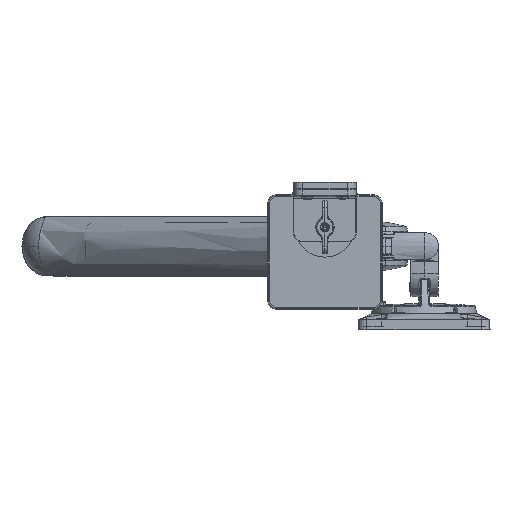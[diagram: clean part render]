
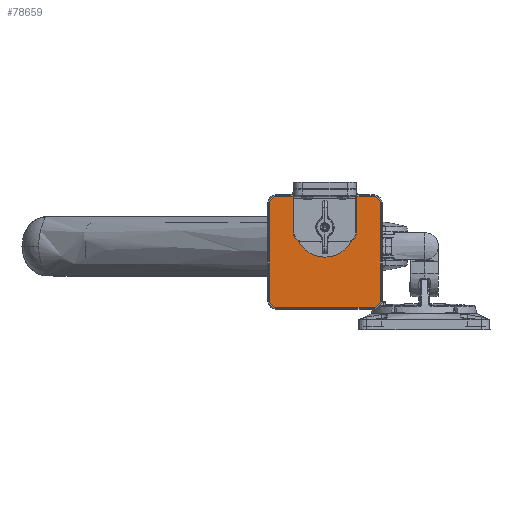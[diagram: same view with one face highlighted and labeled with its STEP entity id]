
A CAD part, front view. The second image highlights one B-rep face of the part: STEP entity #78659.
In plain terms, the highlighted planar face has unit normal (0, -1, 0).
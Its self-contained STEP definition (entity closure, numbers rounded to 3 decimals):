
#1253 = DIRECTION ( 'NONE',  ( -1., 0., 0. ) ) ;
#2317 = LINE ( 'NONE', #40640, #105453 ) ;
#5924 = CARTESIAN_POINT ( 'NONE',  ( -48.5, -7.5, 43.5 ) ) ;
#6857 = VERTEX_POINT ( 'NONE', #29521 ) ;
#7465 = ORIENTED_EDGE ( 'NONE', *, *, #37273, .T. ) ;
#8586 = VERTEX_POINT ( 'NONE', #33471 ) ;
#9328 = EDGE_CURVE ( 'NONE', #9526, #87942, #112688, .T. ) ;
#9386 = DIRECTION ( 'NONE',  ( 0., 0., -1. ) ) ;
#9526 = VERTEX_POINT ( 'NONE', #21226 ) ;
#11212 = DIRECTION ( 'NONE',  ( 0., 0., -1. ) ) ;
#11386 = ORIENTED_EDGE ( 'NONE', *, *, #66778, .T. ) ;
#13555 = VECTOR ( 'NONE', #1253, 1000. ) ;
#13593 = ORIENTED_EDGE ( 'NONE', *, *, #9328, .F. ) ;
#14018 = CIRCLE ( 'NONE', #122012, 6.5 ) ;
#16051 = EDGE_CURVE ( 'NONE', #8586, #114272, #48921, .T. ) ;
#18106 = DIRECTION ( 'NONE',  ( 0., 0., -1. ) ) ;
#18816 = DIRECTION ( 'NONE',  ( 0., -1., 0. ) ) ;
#20386 = AXIS2_PLACEMENT_3D ( 'NONE', #53686, #34300, #90628 ) ;
#21226 = CARTESIAN_POINT ( 'NONE',  ( 48.5, -7.5, 37. ) ) ;
#26217 = ORIENTED_EDGE ( 'NONE', *, *, #87202, .F. ) ;
#26938 = CARTESIAN_POINT ( 'NONE',  ( 48.5, -7.5, 43.5 ) ) ;
#29410 = EDGE_CURVE ( 'NONE', #9526, #6857, #14018, .T. ) ;
#29521 = CARTESIAN_POINT ( 'NONE',  ( 42., -7.5, 43.5 ) ) ;
#32537 = CARTESIAN_POINT ( 'NONE',  ( -42., -7.5, -47. ) ) ;
#33471 = CARTESIAN_POINT ( 'NONE',  ( 42., -7.5, -53.5 ) ) ;
#34300 = DIRECTION ( 'NONE',  ( 0., -1., 0. ) ) ;
#36455 = VECTOR ( 'NONE', #102386, 1000. ) ;
#37273 = EDGE_CURVE ( 'NONE', #121251, #114272, #66404, .T. ) ;
#38207 = DIRECTION ( 'NONE',  ( 0., -1., 0. ) ) ;
#40640 = CARTESIAN_POINT ( 'NONE',  ( -48.5, -7.5, 43.5 ) ) ;
#42988 = CARTESIAN_POINT ( 'NONE',  ( 48.5, -7.5, -47. ) ) ;
#44157 = ORIENTED_EDGE ( 'NONE', *, *, #114544, .T. ) ;
#47031 = CARTESIAN_POINT ( 'NONE',  ( 42., -7.5, 37. ) ) ;
#48921 = LINE ( 'NONE', #95262, #13555 ) ;
#53686 = CARTESIAN_POINT ( 'NONE',  ( -42., -7.5, 37. ) ) ;
#54214 = LINE ( 'NONE', #5924, #36455 ) ;
#57868 = VERTEX_POINT ( 'NONE', #113869 ) ;
#60102 = DIRECTION ( 'NONE',  ( 0., -1., 0. ) ) ;
#64408 = CIRCLE ( 'NONE', #20386, 6.5 ) ;
#65155 = DIRECTION ( 'NONE',  ( 0., 0., -1. ) ) ;
#66404 = CIRCLE ( 'NONE', #106328, 6.5 ) ;
#66778 = EDGE_CURVE ( 'NONE', #8586, #87942, #75455, .T. ) ;
#67588 = FACE_OUTER_BOUND ( 'NONE', #70519, .T. ) ;
#68228 = DIRECTION ( 'NONE',  ( 0., 0., -1. ) ) ;
#68841 = VECTOR ( 'NONE', #65155, 1000. ) ;
#70519 = EDGE_LOOP ( 'NONE', ( #91837, #11386, #13593, #90415, #75795, #44157, #26217, #7465 ) ) ;
#75455 = CIRCLE ( 'NONE', #95468, 6.5 ) ;
#75795 = ORIENTED_EDGE ( 'NONE', *, *, #120305, .F. ) ;
#78659 = ADVANCED_FACE ( 'NONE', ( #67588 ), #85122, .T. ) ;
#85122 = PLANE ( 'NONE',  #111171 ) ;
#87202 = EDGE_CURVE ( 'NONE', #121251, #108442, #2317, .T. ) ;
#87942 = VERTEX_POINT ( 'NONE', #42988 ) ;
#88143 = CARTESIAN_POINT ( 'NONE',  ( -42., -7.5, -53.5 ) ) ;
#88879 = CARTESIAN_POINT ( 'NONE',  ( 42., -7.5, -47. ) ) ;
#90321 = CARTESIAN_POINT ( 'NONE',  ( -48.5, -7.5, 37. ) ) ;
#90415 = ORIENTED_EDGE ( 'NONE', *, *, #29410, .T. ) ;
#90628 = DIRECTION ( 'NONE',  ( 0., 0., -1. ) ) ;
#91837 = ORIENTED_EDGE ( 'NONE', *, *, #16051, .F. ) ;
#95262 = CARTESIAN_POINT ( 'NONE',  ( -48.5, -7.5, -53.5 ) ) ;
#95468 = AXIS2_PLACEMENT_3D ( 'NONE', #88879, #60102, #11212 ) ;
#98238 = DIRECTION ( 'NONE',  ( 0., -1., 0. ) ) ;
#99806 = CARTESIAN_POINT ( 'NONE',  ( -48.5, -7.5, -47. ) ) ;
#102386 = DIRECTION ( 'NONE',  ( 1., 0., 0. ) ) ;
#103282 = CARTESIAN_POINT ( 'NONE',  ( 0., -7.5, -5. ) ) ;
#105453 = VECTOR ( 'NONE', #107589, 1000. ) ;
#106328 = AXIS2_PLACEMENT_3D ( 'NONE', #32537, #98238, #68228 ) ;
#107589 = DIRECTION ( 'NONE',  ( 0., 0., 1. ) ) ;
#108442 = VERTEX_POINT ( 'NONE', #90321 ) ;
#111171 = AXIS2_PLACEMENT_3D ( 'NONE', #103282, #38207, #18106 ) ;
#112688 = LINE ( 'NONE', #26938, #68841 ) ;
#113869 = CARTESIAN_POINT ( 'NONE',  ( -42., -7.5, 43.5 ) ) ;
#114272 = VERTEX_POINT ( 'NONE', #88143 ) ;
#114544 = EDGE_CURVE ( 'NONE', #57868, #108442, #64408, .T. ) ;
#120305 = EDGE_CURVE ( 'NONE', #57868, #6857, #54214, .T. ) ;
#121251 = VERTEX_POINT ( 'NONE', #99806 ) ;
#122012 = AXIS2_PLACEMENT_3D ( 'NONE', #47031, #18816, #9386 ) ;
